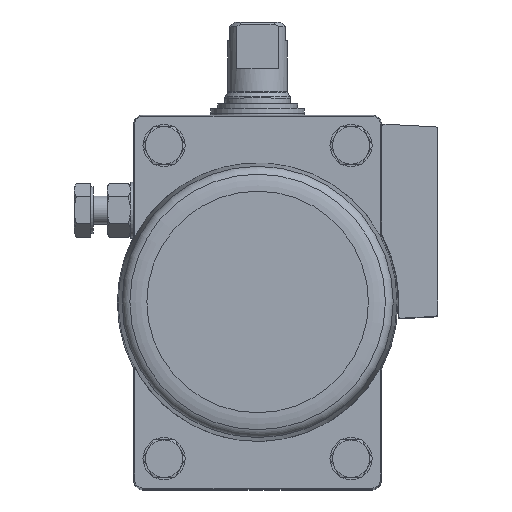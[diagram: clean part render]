
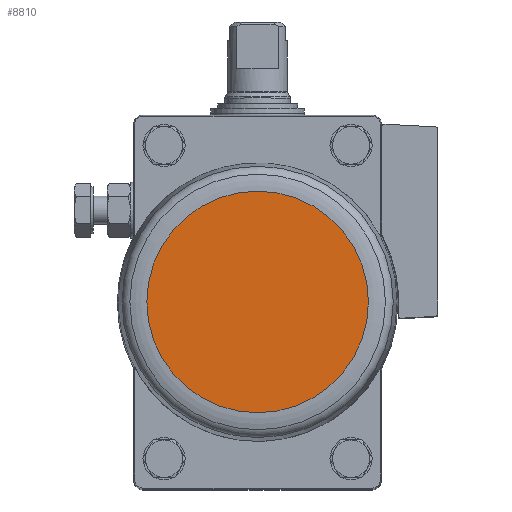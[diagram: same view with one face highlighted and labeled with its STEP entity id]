
A CAD part, top view. The second image highlights one B-rep face of the part: STEP entity #8810.
In plain terms, the highlighted planar face has unit normal (0, 0, 1).
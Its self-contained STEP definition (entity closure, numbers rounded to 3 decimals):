
#3088=ORIENTED_EDGE('',*,*,#4823,.T.);
#4823=EDGE_CURVE('',#5820,#5820,#6401,.T.);
#5820=VERTEX_POINT('',#14713);
#6401=CIRCLE('',#9721,23.7);
#7057=EDGE_LOOP('',(#3088));
#7848=FACE_BOUND('',#7057,.T.);
#8339=PLANE('',#9722);
#8810=ADVANCED_FACE('',(#7848),#8339,.F.);
#9721=AXIS2_PLACEMENT_3D('',#14712,#11714,#11715);
#9722=AXIS2_PLACEMENT_3D('',#14714,#11716,#11717);
#11714=DIRECTION('',(0.,0.,1.));
#11715=DIRECTION('',(1.,0.,0.));
#11716=DIRECTION('',(0.,0.,-1.));
#11717=DIRECTION('',(-1.,0.,0.));
#14712=CARTESIAN_POINT('',(0.,0.,72.85));
#14713=CARTESIAN_POINT('',(23.7,0.,72.85));
#14714=CARTESIAN_POINT('',(23.7,0.,72.85));
